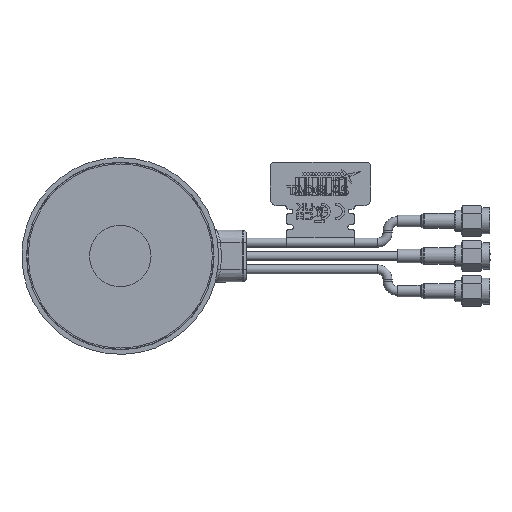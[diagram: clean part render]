
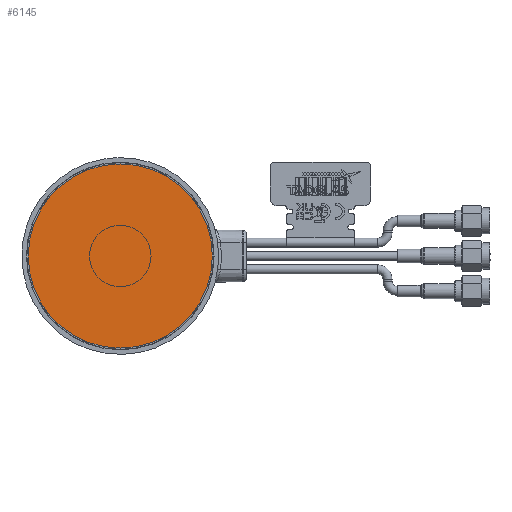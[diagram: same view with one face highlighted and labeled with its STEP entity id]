
A CAD part, front view. The second image highlights one B-rep face of the part: STEP entity #6145.
In plain terms, the highlighted planar face has unit normal (0, -1, 0).
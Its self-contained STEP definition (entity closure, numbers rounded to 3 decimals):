
#367 = EDGE_CURVE ( 'NONE', #9541, #6567, #31661, .T. ) ;
#689 = DIRECTION ( 'NONE',  ( 0., 0., -1. ) ) ;
#900 = EDGE_CURVE ( 'NONE', #6567, #9541, #2125, .T. ) ;
#2125 = CIRCLE ( 'NONE', #26149, 27.6 ) ;
#3312 = CARTESIAN_POINT ( 'NONE',  ( 0., -5.1, 0. ) ) ;
#6145 = ADVANCED_FACE ( 'NONE', ( #10410 ), #7299, .T. ) ;
#6273 = AXIS2_PLACEMENT_3D ( 'NONE', #28353, #27974, #16404 ) ;
#6567 = VERTEX_POINT ( 'NONE', #13167 ) ;
#7299 = PLANE ( 'NONE',  #6273 ) ;
#7904 = ORIENTED_EDGE ( 'NONE', *, *, #367, .T. ) ;
#9494 = DIRECTION ( 'NONE',  ( 0., -1., 0. ) ) ;
#9541 = VERTEX_POINT ( 'NONE', #10628 ) ;
#10410 = FACE_OUTER_BOUND ( 'NONE', #37128, .T. ) ;
#10628 = CARTESIAN_POINT ( 'NONE',  ( 0., -5.1, 27.6 ) ) ;
#13167 = CARTESIAN_POINT ( 'NONE',  ( 0., -5.1, -27.6 ) ) ;
#15243 = ORIENTED_EDGE ( 'NONE', *, *, #900, .T. ) ;
#16404 = DIRECTION ( 'NONE',  ( 0., 0., -1. ) ) ;
#24036 = DIRECTION ( 'NONE',  ( 0., -1., 0. ) ) ;
#26149 = AXIS2_PLACEMENT_3D ( 'NONE', #27121, #24036, #689 ) ;
#27121 = CARTESIAN_POINT ( 'NONE',  ( 0., -5.1, 0. ) ) ;
#27974 = DIRECTION ( 'NONE',  ( 0., -1., 0. ) ) ;
#28353 = CARTESIAN_POINT ( 'NONE',  ( 0., -5.1, 0. ) ) ;
#31661 = CIRCLE ( 'NONE', #33537, 27.6 ) ;
#33027 = DIRECTION ( 'NONE',  ( 0., 0., -1. ) ) ;
#33537 = AXIS2_PLACEMENT_3D ( 'NONE', #3312, #9494, #33027 ) ;
#37128 = EDGE_LOOP ( 'NONE', ( #7904, #15243 ) ) ;
